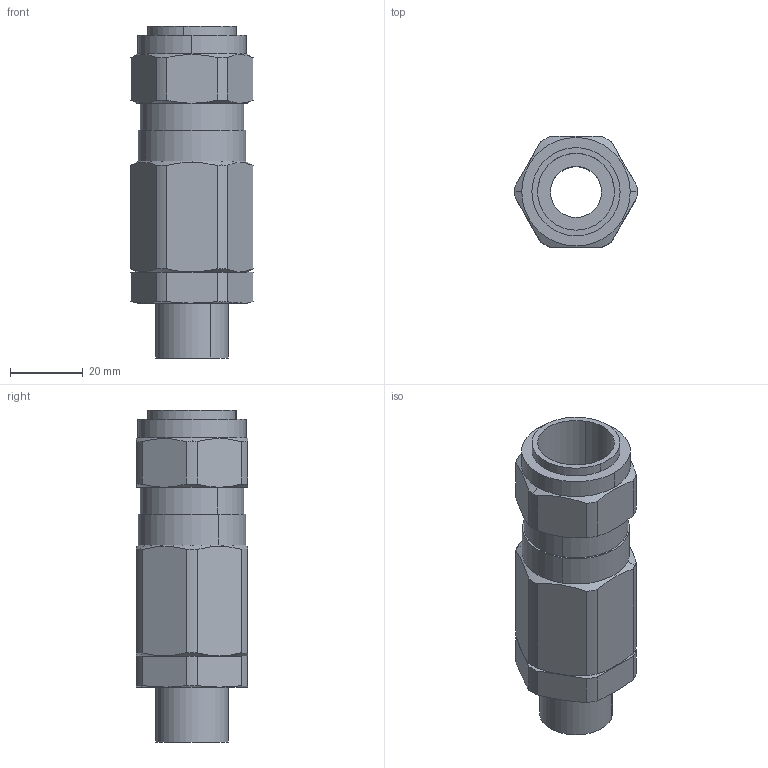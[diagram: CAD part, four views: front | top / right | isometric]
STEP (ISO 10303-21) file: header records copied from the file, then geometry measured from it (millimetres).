
FILE_DESCRIPTION(('Creo Elements/Direct Modeling STEP Export'),'2;1');
FILE_NAME('model.stp','2020-05-28T12:28:42',(''),(''),'Creo Elements/Direct Modeling STEP processor for AP214 (Solid Model)','Creo Elements/Direct Modeling 20.1A 29-Sep-2018 (C) Parametric Technology GmbH','');
FILE_SCHEMA(('AUTOMOTIVE_DESIGN { 1 0 10303 214 1 1 1 1 }'));
Length unit declared in the file: millimetre
Products named in the file (2): G_EDSWU_M20_M66L_STES_S-select
Assembly tree (1 placements, depth 2):
  G_EDSWU_M20_M66L_STES_S-select
    G_EDSWU_M20_M66L_STES_S-select
Bounding box: 33.55 x 30.5 x 91.1 mm (x, y, z)
Volume: 41167.3 mm3; surface area: 14795.7 mm2
Topology: 1 solids, 1 shells, 72 faces, 195 edges, 131 vertices
Faces by surface type: cylinder 32, plane 26, cone 14
Entity records: 4592 total; most frequent: CARTESIAN_POINT 2203, ORIENTED_EDGE 390, DIRECTION 338, EDGE_CURVE 195, AXIS2_PLACEMENT_3D 138, VERTEX_POINT 131, EDGE_LOOP 80, COLOUR_RGB 73
